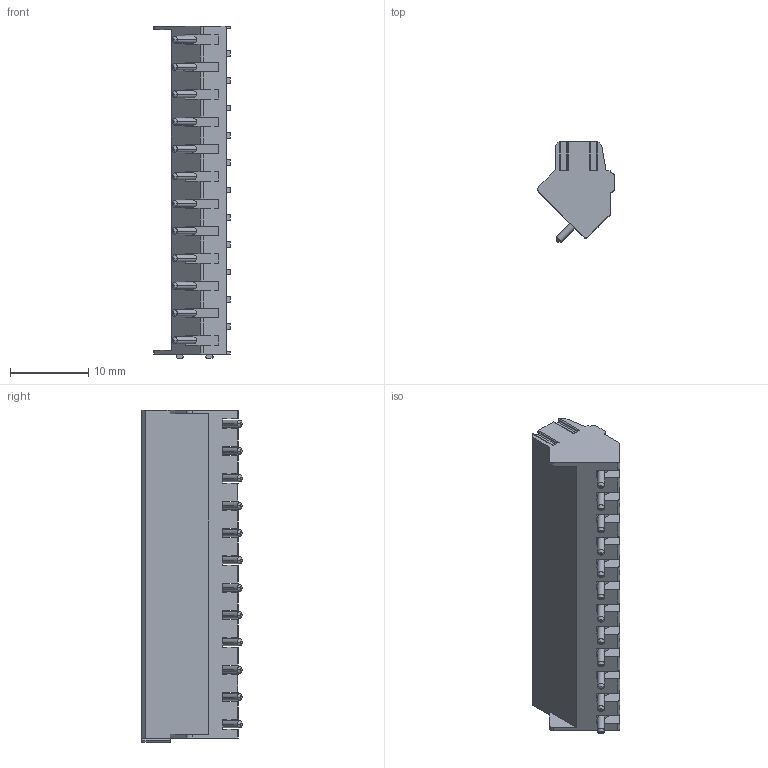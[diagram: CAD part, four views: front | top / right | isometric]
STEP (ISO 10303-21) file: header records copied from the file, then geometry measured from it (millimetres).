
FILE_DESCRIPTION((''),'2;1');
FILE_NAME('PRT0050','2024-10-18T',('yanfa'),(''),'PRO/ENGINEER BY PARAMETRIC TECHNOLOGY CORPORATION, 2009280','PRO/ENGINEER BY PARAMETRIC TECHNOLOGY CORPORATION, 2009280','');
FILE_SCHEMA(('AUTOMOTIVE_DESIGN_CC2 { 1 2 10303 214 -1 1 5 2 }'));
Length unit declared in the file: millimetre
Products named in the file (1): PRT0050
Bounding box: 9.81 x 12.83 x 42.5 mm (x, y, z)
Volume: 2426.2 mm3; surface area: 3142.8 mm2
Topology: 1 solids, 1 shells, 892 faces, 2442 edges, 1588 vertices
Faces by surface type: plane 599, cylinder 197, cone 72, torus 24
Entity records: 28367 total; most frequent: CARTESIAN_POINT 5509, ORIENTED_EDGE 4884, DIRECTION 4620, EDGE_CURVE 2442, VECTOR 1808, LINE 1808, VERTEX_POINT 1588, AXIS2_PLACEMENT_3D 1406
